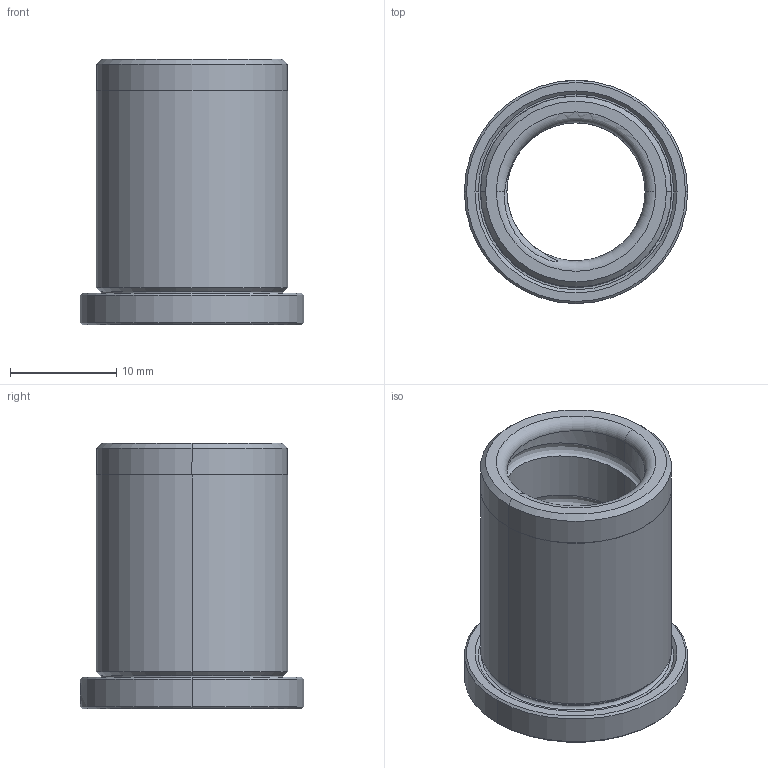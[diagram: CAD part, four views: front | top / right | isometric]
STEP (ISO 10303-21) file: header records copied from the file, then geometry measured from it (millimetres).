
FILE_DESCRIPTION (( 'STEP AP214' ), '1' );
FILE_NAME ('GBHV-D18-d13-L25.step', '2021-09-11T10:26:21', ( 'User' ), ( 'china' ), 'SwSTEP 2.0', 'SolidWorks 2016', '' );
FILE_SCHEMA (( 'AUTOMOTIVE_DESIGN' ));
Length unit declared in the file: millimetre
Products named in the file (1): GBHV-D18-d13-L25
Bounding box: 21 x 21 x 25 mm (x, y, z)
Volume: 3174.8 mm3; surface area: 2977.5 mm2
Topology: 1 solids, 1 shells, 62 faces, 148 edges, 93 vertices
Faces by surface type: cylinder 30, plane 13, cone 10, torus 7, bspline 2
Entity records: 3353 total; most frequent: CARTESIAN_POINT 1955, ORIENTED_EDGE 296, DIRECTION 273, EDGE_CURVE 148, AXIS2_PLACEMENT_3D 110, VERTEX_POINT 93, EDGE_LOOP 69, FACE_OUTER_BOUND 62
